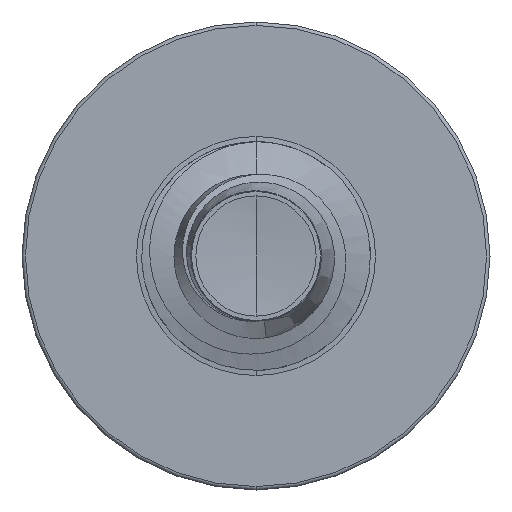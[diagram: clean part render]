
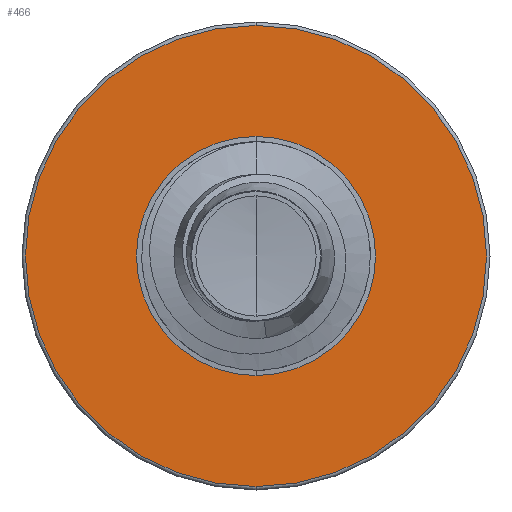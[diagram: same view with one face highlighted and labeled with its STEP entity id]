
A CAD part, front view. The second image highlights one B-rep face of the part: STEP entity #466.
In plain terms, the highlighted planar face has unit normal (0, -1, 0).
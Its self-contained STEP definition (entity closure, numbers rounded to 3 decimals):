
#28 = CARTESIAN_POINT ( 'NONE',  ( 0., 2.5, 2.217 ) ) ;
#112 = CARTESIAN_POINT ( 'NONE',  ( 0., 2.5, -1.15 ) ) ;
#358 = CIRCLE ( 'NONE', #7285, 1.15 ) ;
#466 = ADVANCED_FACE ( 'NONE', ( #4335, #1054 ), #3516, .F. ) ;
#917 = DIRECTION ( 'NONE',  ( 0., 1., 0. ) ) ;
#995 = ORIENTED_EDGE ( 'NONE', *, *, #5479, .T. ) ;
#1054 = FACE_BOUND ( 'NONE', #1443, .T. ) ;
#1225 = DIRECTION ( 'NONE',  ( 0., 1., 0. ) ) ;
#1443 = EDGE_LOOP ( 'NONE', ( #1499, #995 ) ) ;
#1470 = CARTESIAN_POINT ( 'NONE',  ( 0., 2.5, 0. ) ) ;
#1499 = ORIENTED_EDGE ( 'NONE', *, *, #3201, .T. ) ;
#2147 = DIRECTION ( 'NONE',  ( 0., 0., 1. ) ) ;
#2289 = DIRECTION ( 'NONE',  ( 0., 1., 0. ) ) ;
#2624 = AXIS2_PLACEMENT_3D ( 'NONE', #5107, #1225, #5721 ) ;
#3029 = DIRECTION ( 'NONE',  ( 0., 1., 0. ) ) ;
#3201 = EDGE_CURVE ( 'NONE', #6300, #7188, #6308, .T. ) ;
#3516 = PLANE ( 'NONE',  #3580 ) ;
#3580 = AXIS2_PLACEMENT_3D ( 'NONE', #7547, #3029, #4377 ) ;
#3686 = EDGE_LOOP ( 'NONE', ( #6182, #4581 ) ) ;
#3766 = CIRCLE ( 'NONE', #2624, 2.217 ) ;
#4335 = FACE_OUTER_BOUND ( 'NONE', #3686, .T. ) ;
#4377 = DIRECTION ( 'NONE',  ( 0., 0., 1. ) ) ;
#4581 = ORIENTED_EDGE ( 'NONE', *, *, #7818, .F. ) ;
#4708 = CARTESIAN_POINT ( 'NONE',  ( 0., 2.5, -2.217 ) ) ;
#4832 = CARTESIAN_POINT ( 'NONE',  ( 0., 2.5, 0. ) ) ;
#5107 = CARTESIAN_POINT ( 'NONE',  ( 0., 2.5, 0. ) ) ;
#5205 = VERTEX_POINT ( 'NONE', #28 ) ;
#5318 = EDGE_CURVE ( 'NONE', #5205, #5705, #6762, .T. ) ;
#5458 = DIRECTION ( 'NONE',  ( 0., 0., 1. ) ) ;
#5479 = EDGE_CURVE ( 'NONE', #7188, #6300, #358, .T. ) ;
#5705 = VERTEX_POINT ( 'NONE', #4708 ) ;
#5721 = DIRECTION ( 'NONE',  ( 0., 0., 1. ) ) ;
#5749 = AXIS2_PLACEMENT_3D ( 'NONE', #1470, #5973, #2147 ) ;
#5973 = DIRECTION ( 'NONE',  ( 0., 1., 0. ) ) ;
#6106 = CARTESIAN_POINT ( 'NONE',  ( 0., 2.5, 0. ) ) ;
#6182 = ORIENTED_EDGE ( 'NONE', *, *, #5318, .F. ) ;
#6300 = VERTEX_POINT ( 'NONE', #7060 ) ;
#6308 = CIRCLE ( 'NONE', #7534, 1.15 ) ;
#6681 = DIRECTION ( 'NONE',  ( 0., 0., 1. ) ) ;
#6762 = CIRCLE ( 'NONE', #5749, 2.217 ) ;
#7060 = CARTESIAN_POINT ( 'NONE',  ( 0., 2.5, 1.15 ) ) ;
#7188 = VERTEX_POINT ( 'NONE', #112 ) ;
#7285 = AXIS2_PLACEMENT_3D ( 'NONE', #6106, #2289, #6681 ) ;
#7534 = AXIS2_PLACEMENT_3D ( 'NONE', #4832, #917, #5458 ) ;
#7547 = CARTESIAN_POINT ( 'NONE',  ( 0., 2.5, -1.15 ) ) ;
#7818 = EDGE_CURVE ( 'NONE', #5705, #5205, #3766, .T. ) ;
